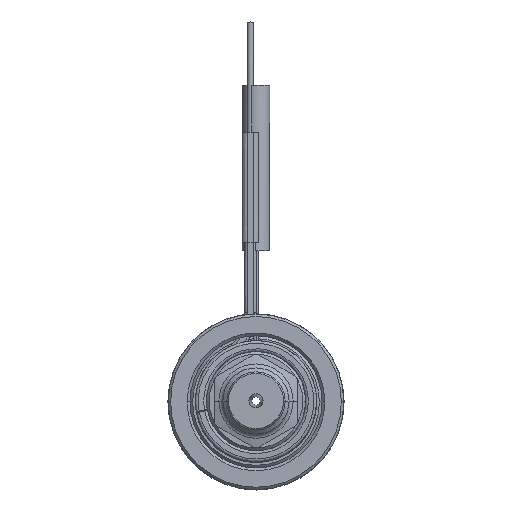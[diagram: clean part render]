
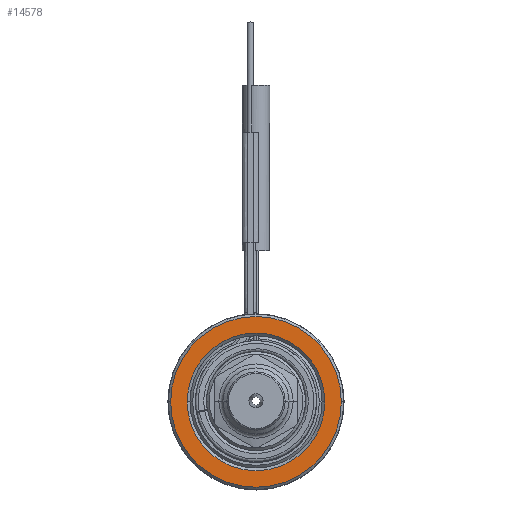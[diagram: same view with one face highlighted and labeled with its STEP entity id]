
A CAD part, top view. The second image highlights one B-rep face of the part: STEP entity #14578.
In plain terms, the highlighted planar face has unit normal (0, 0, 1).
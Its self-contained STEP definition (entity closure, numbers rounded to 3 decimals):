
#4959=CARTESIAN_POINT('',(0.,0.,25.));
#4960=DIRECTION('',(0.,0.,-1.));
#4961=DIRECTION('',(-1.,0.,0.));
#4962=AXIS2_PLACEMENT_3D('',#4959,#4960,#4961);
#4973=CARTESIAN_POINT('',(0.,0.,
25.));
#4974=DIRECTION('',(0.,0.,-1.));
#4975=DIRECTION('',(1.,0.,0.));
#4976=AXIS2_PLACEMENT_3D('',#4973,#4974,#4975);
#4987=CARTESIAN_POINT('',(0.,0.,25.));
#4988=DIRECTION('',(0.,0.,-1.));
#4989=DIRECTION('',(1.,0.,0.));
#4990=AXIS2_PLACEMENT_3D('',#4987,#4988,#4989);
#5001=CARTESIAN_POINT('',(0.,0.,25.));
#5002=DIRECTION('',(0.,0.,-1.));
#5003=DIRECTION('',(-1.,0.,0.));
#5004=AXIS2_PLACEMENT_3D('',#5001,#5002,#5003);
#6391=CARTESIAN_POINT('',(15.5,0.,25.));
#6392=CARTESIAN_POINT('',(-15.5,0.,25.));
#6393=VERTEX_POINT('',#6391);
#6394=VERTEX_POINT('',#6392);
#6395=CARTESIAN_POINT('',(12.5,0.,25.));
#6396=CARTESIAN_POINT('',(-12.5,0.,25.));
#6397=VERTEX_POINT('',#6395);
#6398=VERTEX_POINT('',#6396);
#14563=CARTESIAN_POINT('',(0.,0.,25.));
#14564=DIRECTION('',(0.,0.,1.));
#14565=DIRECTION('',(-1.,0.,0.));
#14566=AXIS2_PLACEMENT_3D('',#14563,#14564,#14565);
#14567=PLANE('',#14566);
#14568=ORIENTED_EDGE('',*,*,#14545,.T.);
#14569=ORIENTED_EDGE('',*,*,#14530,.T.);
#14570=EDGE_LOOP('',(#14568,#14569));
#14571=FACE_OUTER_BOUND('',#14570,.F.);
#14573=ORIENTED_EDGE('',*,*,#14572,.F.);
#14575=ORIENTED_EDGE('',*,*,#14574,.F.);
#14576=EDGE_LOOP('',(#14573,#14575));
#14577=FACE_BOUND('',#14576,.F.);
#4963=CIRCLE('',#4962,15.5);
#4977=CIRCLE('',#4976,15.5);
#4991=CIRCLE('',#4990,12.5);
#5005=CIRCLE('',#5004,12.5);
#14530=EDGE_CURVE('',#6394,#6393,#4963,.T.);
#14545=EDGE_CURVE('',#6393,#6394,#4977,.T.);
#14572=EDGE_CURVE('',#6397,#6398,#4991,.T.);
#14574=EDGE_CURVE('',#6398,#6397,#5005,.T.);
#14578=ADVANCED_FACE('',(#14571,#14577),#14567,.T.);
